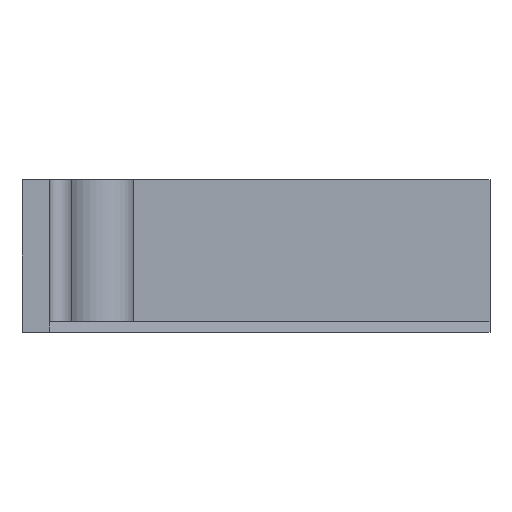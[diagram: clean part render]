
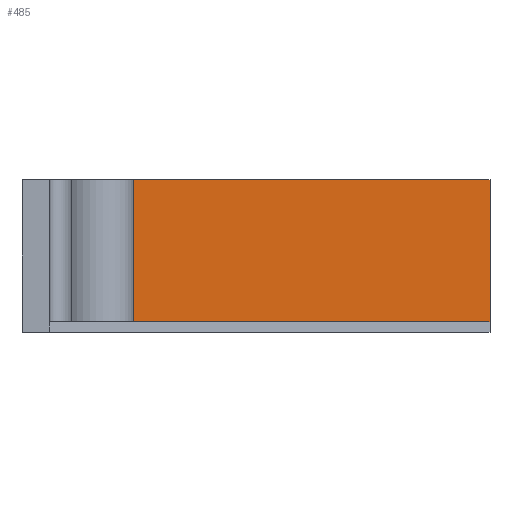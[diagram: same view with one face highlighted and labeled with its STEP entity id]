
A CAD part, left-side view. The second image highlights one B-rep face of the part: STEP entity #485.
In plain terms, the highlighted planar face has unit normal (-1, 0, 0).
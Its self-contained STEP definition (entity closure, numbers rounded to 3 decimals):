
#97=DIRECTION('',(0.,-1.,0.));
#98=VECTOR('',#97,30.28);
#99=CARTESIAN_POINT('',(-2.,-3.5,11.));
#100=LINE('',#99,#98);
#162=DIRECTION('',(0.,-1.,0.));
#163=VECTOR('',#162,30.28);
#164=CARTESIAN_POINT('',(-2.,-3.5,0.75));
#165=LINE('',#164,#163);
#169=DIRECTION('',(0.,0.,1.));
#170=VECTOR('',#169,10.25);
#171=CARTESIAN_POINT('',(-2.,-3.5,0.75));
#172=LINE('',#171,#170);
#284=DIRECTION('',(0.,0.,1.));
#285=VECTOR('',#284,10.25);
#286=CARTESIAN_POINT('',(-2.,-33.78,0.75));
#287=LINE('',#286,#285);
#347=CARTESIAN_POINT('',(-2.,-33.78,11.));
#349=VERTEX_POINT('',#347);
#361=CARTESIAN_POINT('',(-2.,-3.5,11.));
#362=VERTEX_POINT('',#361);
#379=CARTESIAN_POINT('',(-2.,-3.5,0.75));
#380=CARTESIAN_POINT('',(-2.,-33.78,0.75));
#381=VERTEX_POINT('',#379);
#382=VERTEX_POINT('',#380);
#471=CARTESIAN_POINT('',(-2.,-2.,0.));
#472=DIRECTION('',(-1.,0.,0.));
#473=DIRECTION('',(0.,-1.,0.));
#474=AXIS2_PLACEMENT_3D('',#471,#472,#473);
#475=PLANE('',#474);
#477=ORIENTED_EDGE('',*,*,#476,.F.);
#479=ORIENTED_EDGE('',*,*,#478,.T.);
#480=ORIENTED_EDGE('',*,*,#442,.T.);
#482=ORIENTED_EDGE('',*,*,#481,.F.);
#483=EDGE_LOOP('',(#477,#479,#480,#482));
#484=FACE_OUTER_BOUND('',#483,.F.);
#485=ADVANCED_FACE('',(#484),#475,.T.);
#442=EDGE_CURVE('',#362,#349,#100,.T.);
#476=EDGE_CURVE('',#381,#382,#165,.T.);
#478=EDGE_CURVE('',#381,#362,#172,.T.);
#481=EDGE_CURVE('',#382,#349,#287,.T.);
